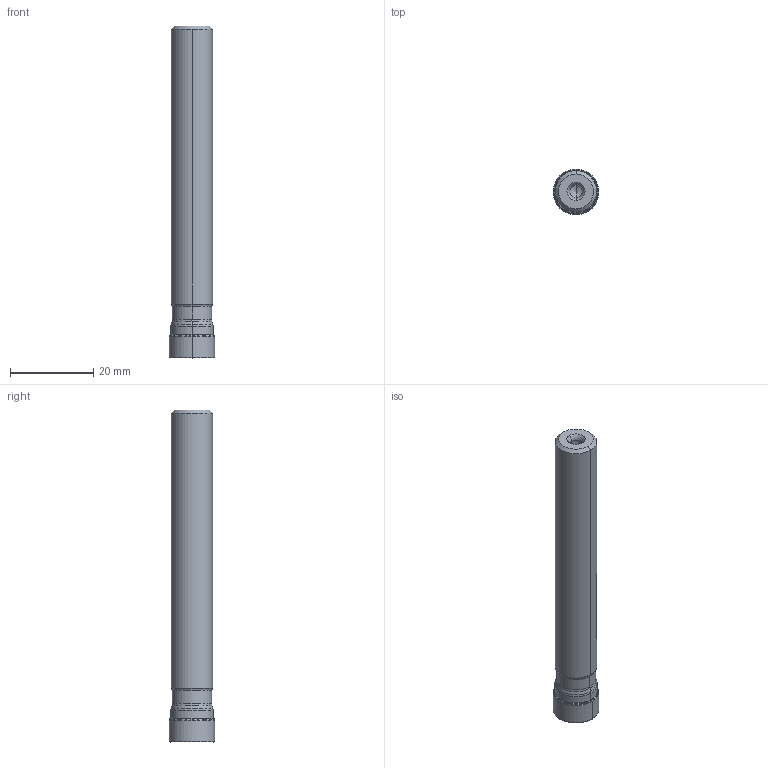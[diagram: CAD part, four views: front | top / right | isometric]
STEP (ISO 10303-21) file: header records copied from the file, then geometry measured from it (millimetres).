
FILE_DESCRIPTION((''),'2;1');
FILE_NAME('12J1A011012T1R00','2020-05-05T',('zeman'),(''),'CREO PARAMETRIC BY PTC INC, 2017020','CREO PARAMETRIC BY PTC INC, 2017020','');
FILE_SCHEMA(('AUTOMOTIVE_DESIGN { 1 0 10303 214 1 1 1 1 }'));
Length unit declared in the file: millimetre
Products named in the file (3): NOCUT; CUT; 12J1A011012T1R00
Assembly tree (2 placements, depth 2):
  12J1A011012T1R00
    NOCUT
    CUT
Bounding box: 11 x 11 x 80 mm (x, y, z)
Volume: 5767.7 mm3; surface area: 3667.1 mm2
Topology: 1 solids, 2 shells, 68 faces, 136 edges, 71 vertices
Faces by surface type: revolution 28, torus 14, cone 12, cylinder 10, plane 4
Entity records: 4367 total; most frequent: CARTESIAN_POINT 2024, DIRECTION 319, ORIENTED_EDGE 268, PRESENTATION_STYLE_ASSIGNMENT 140, STYLED_ITEM 140, CURVE_STYLE 138, AXIS2_PLACEMENT_3D 134, EDGE_CURVE 134
